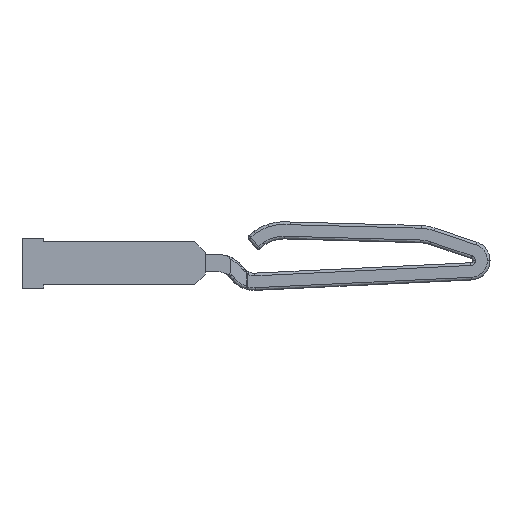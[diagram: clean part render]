
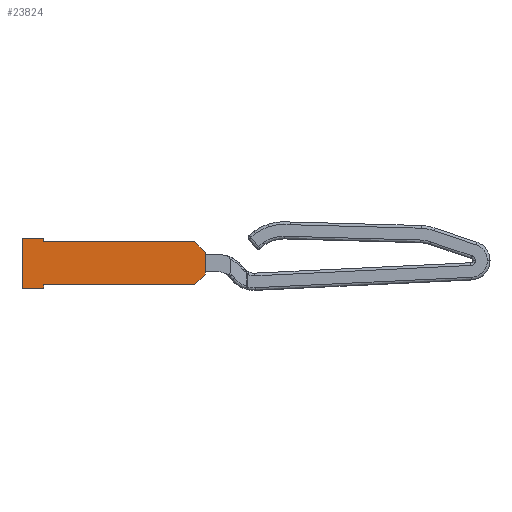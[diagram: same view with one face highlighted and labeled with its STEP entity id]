
A CAD part, left-side view. The second image highlights one B-rep face of the part: STEP entity #23824.
In plain terms, the highlighted planar face has unit normal (-1, 0, 0).
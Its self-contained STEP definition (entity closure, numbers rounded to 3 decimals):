
#154 = CARTESIAN_POINT ( 'NONE',  ( -1.5, 3.206, 0.164 ) ) ;
#234 = LINE ( 'NONE', #10530, #26005 ) ;
#573 = DIRECTION ( 'NONE',  ( 0., -1., 0. ) ) ;
#742 = DIRECTION ( 'NONE',  ( 0., 1., 0. ) ) ;
#865 = DIRECTION ( 'NONE',  ( 0., 0., -1. ) ) ;
#1041 = VERTEX_POINT ( 'NONE', #26152 ) ;
#1665 = LINE ( 'NONE', #21872, #7540 ) ;
#1766 = VECTOR ( 'NONE', #29130, 1000. ) ;
#1876 = DIRECTION ( 'NONE',  ( 0., 0., -1. ) ) ;
#1994 = EDGE_CURVE ( 'NONE', #31732, #1041, #234, .T. ) ;
#2739 = VECTOR ( 'NONE', #23715, 1000. ) ;
#4538 = CARTESIAN_POINT ( 'NONE',  ( -1.5, 3.206, 0.164 ) ) ;
#4764 = LINE ( 'NONE', #15741, #16530 ) ;
#5202 = VERTEX_POINT ( 'NONE', #29901 ) ;
#6227 = CARTESIAN_POINT ( 'NONE',  ( -1.5, 11.706, -1.499 ) ) ;
#6667 = LINE ( 'NONE', #13926, #25804 ) ;
#6688 = EDGE_CURVE ( 'NONE', #5202, #22458, #32346, .T. ) ;
#7075 = ORIENTED_EDGE ( 'NONE', *, *, #26432, .F. ) ;
#7540 = VECTOR ( 'NONE', #1876, 1000. ) ;
#7580 = CARTESIAN_POINT ( 'NONE',  ( -1.5, 0., 0. ) ) ;
#8777 = VECTOR ( 'NONE', #865, 1000. ) ;
#9408 = VECTOR ( 'NONE', #573, 1000. ) ;
#9525 = FACE_OUTER_BOUND ( 'NONE', #9893, .T. ) ;
#9893 = EDGE_LOOP ( 'NONE', ( #25585, #23879, #21141, #11350, #24516, #16749, #24473, #15246, #24334, #7075 ) ) ;
#10097 = DIRECTION ( 'NONE',  ( 0., 0., 1. ) ) ;
#10320 = CARTESIAN_POINT ( 'NONE',  ( -1.5, 10.706, -1.499 ) ) ;
#10530 = CARTESIAN_POINT ( 'NONE',  ( -1.5, 3.706, -1.336 ) ) ;
#11312 = DIRECTION ( 'NONE',  ( 0., -1., 0. ) ) ;
#11350 = ORIENTED_EDGE ( 'NONE', *, *, #25582, .F. ) ;
#12461 = VECTOR ( 'NONE', #20347, 1000. ) ;
#12549 = CARTESIAN_POINT ( 'NONE',  ( -1.5, 3.206, -0.836 ) ) ;
#13926 = CARTESIAN_POINT ( 'NONE',  ( -1.5, 10.706, 0.827 ) ) ;
#14630 = VERTEX_POINT ( 'NONE', #4538 ) ;
#15063 = EDGE_CURVE ( 'NONE', #16641, #25131, #6667, .T. ) ;
#15246 = ORIENTED_EDGE ( 'NONE', *, *, #1994, .F. ) ;
#15741 = CARTESIAN_POINT ( 'NONE',  ( -1.5, 3.706, -1.336 ) ) ;
#15863 = CARTESIAN_POINT ( 'NONE',  ( -1.5, 10.706, 0.827 ) ) ;
#16530 = VECTOR ( 'NONE', #742, 1000. ) ;
#16641 = VERTEX_POINT ( 'NONE', #21922 ) ;
#16749 = ORIENTED_EDGE ( 'NONE', *, *, #31115, .F. ) ;
#17415 = PLANE ( 'NONE',  #19992 ) ;
#17977 = VECTOR ( 'NONE', #30027, 1000. ) ;
#18837 = CARTESIAN_POINT ( 'NONE',  ( -1.5, 10.706, 0.827 ) ) ;
#19992 = AXIS2_PLACEMENT_3D ( 'NONE', #7580, #25038, #10097 ) ;
#20017 = CARTESIAN_POINT ( 'NONE',  ( -1.5, 11.706, -1.499 ) ) ;
#20347 = DIRECTION ( 'NONE',  ( 0., 1., 0. ) ) ;
#20554 = CARTESIAN_POINT ( 'NONE',  ( -1.5, 3.706, 0.664 ) ) ;
#20804 = VERTEX_POINT ( 'NONE', #21365 ) ;
#21097 = LINE ( 'NONE', #6227, #2739 ) ;
#21141 = ORIENTED_EDGE ( 'NONE', *, *, #15063, .F. ) ;
#21365 = CARTESIAN_POINT ( 'NONE',  ( -1.5, 10.706, 0.664 ) ) ;
#21710 = LINE ( 'NONE', #26642, #1766 ) ;
#21872 = CARTESIAN_POINT ( 'NONE',  ( -1.5, 10.706, -1.336 ) ) ;
#21922 = CARTESIAN_POINT ( 'NONE',  ( -1.5, 11.706, 0.827 ) ) ;
#22019 = VERTEX_POINT ( 'NONE', #27275 ) ;
#22458 = VERTEX_POINT ( 'NONE', #20017 ) ;
#22682 = LINE ( 'NONE', #20554, #9408 ) ;
#23715 = DIRECTION ( 'NONE',  ( 0., 0., 1. ) ) ;
#23824 = ADVANCED_FACE ( 'NONE', ( #9525 ), #17415, .T. ) ;
#23879 = ORIENTED_EDGE ( 'NONE', *, *, #30601, .F. ) ;
#24093 = VERTEX_POINT ( 'NONE', #26316 ) ;
#24334 = ORIENTED_EDGE ( 'NONE', *, *, #29192, .F. ) ;
#24473 = ORIENTED_EDGE ( 'NONE', *, *, #31325, .F. ) ;
#24516 = ORIENTED_EDGE ( 'NONE', *, *, #6688, .F. ) ;
#24623 = LINE ( 'NONE', #154, #17977 ) ;
#25038 = DIRECTION ( 'NONE',  ( -1., 0., 0. ) ) ;
#25131 = VERTEX_POINT ( 'NONE', #18837 ) ;
#25467 = DIRECTION ( 'NONE',  ( 0., 0.707, -0.707 ) ) ;
#25503 = EDGE_CURVE ( 'NONE', #20804, #22019, #22682, .T. ) ;
#25582 = EDGE_CURVE ( 'NONE', #22458, #16641, #21097, .T. ) ;
#25585 = ORIENTED_EDGE ( 'NONE', *, *, #25503, .F. ) ;
#25804 = VECTOR ( 'NONE', #11312, 1000. ) ;
#26005 = VECTOR ( 'NONE', #25467, 1000. ) ;
#26152 = CARTESIAN_POINT ( 'NONE',  ( -1.5, 3.706, -1.336 ) ) ;
#26316 = CARTESIAN_POINT ( 'NONE',  ( -1.5, 10.706, -1.336 ) ) ;
#26432 = EDGE_CURVE ( 'NONE', #22019, #14630, #24623, .T. ) ;
#26642 = CARTESIAN_POINT ( 'NONE',  ( -1.5, 3.206, -0.836 ) ) ;
#27275 = CARTESIAN_POINT ( 'NONE',  ( -1.5, 3.706, 0.664 ) ) ;
#28672 = LINE ( 'NONE', #15863, #8777 ) ;
#29130 = DIRECTION ( 'NONE',  ( 0., 0., -1. ) ) ;
#29192 = EDGE_CURVE ( 'NONE', #14630, #31732, #21710, .T. ) ;
#29901 = CARTESIAN_POINT ( 'NONE',  ( -1.5, 10.706, -1.499 ) ) ;
#30027 = DIRECTION ( 'NONE',  ( 0., -0.707, -0.707 ) ) ;
#30601 = EDGE_CURVE ( 'NONE', #25131, #20804, #28672, .T. ) ;
#31115 = EDGE_CURVE ( 'NONE', #24093, #5202, #1665, .T. ) ;
#31325 = EDGE_CURVE ( 'NONE', #1041, #24093, #4764, .T. ) ;
#31732 = VERTEX_POINT ( 'NONE', #12549 ) ;
#32346 = LINE ( 'NONE', #10320, #12461 ) ;
